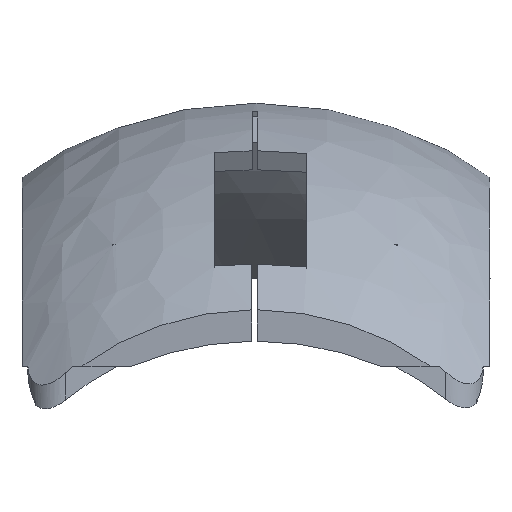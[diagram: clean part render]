
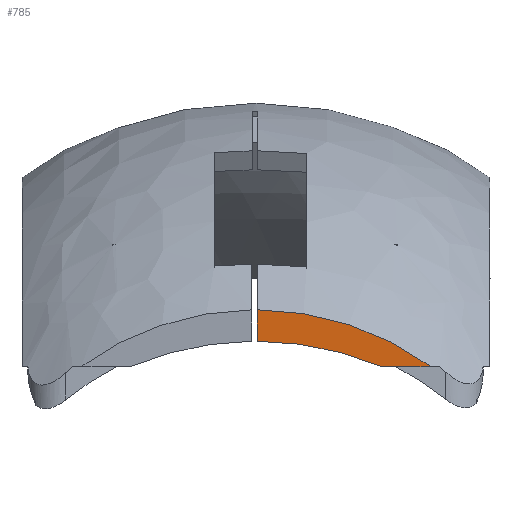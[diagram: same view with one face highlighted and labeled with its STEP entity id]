
A CAD part, front view. The second image highlights one B-rep face of the part: STEP entity #785.
In plain terms, the highlighted planar face has unit normal (0, -0.997, -0.073).
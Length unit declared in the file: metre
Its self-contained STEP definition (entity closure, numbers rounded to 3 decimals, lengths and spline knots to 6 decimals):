
#14=LINE('',#1251,#63);
#15=LINE('',#1255,#64);
#63=VECTOR('',#913,1.);
#64=VECTOR('',#916,1.);
#112=PLANE('',#849);
#153=CIRCLE('',#844,0.039443);
#158=CIRCLE('',#850,0.042708);
#195=ORIENTED_EDGE('',*,*,#441,.F.);
#196=ORIENTED_EDGE('',*,*,#442,.T.);
#197=ORIENTED_EDGE('',*,*,#443,.F.);
#198=ORIENTED_EDGE('',*,*,#425,.T.);
#425=EDGE_CURVE('',#549,#548,#153,.T.);
#441=EDGE_CURVE('',#564,#548,#14,.T.);
#442=EDGE_CURVE('',#564,#565,#158,.F.);
#443=EDGE_CURVE('',#549,#565,#15,.T.);
#548=VERTEX_POINT('',#1175);
#549=VERTEX_POINT('',#1177);
#564=VERTEX_POINT('',#1252);
#565=VERTEX_POINT('',#1254);
#681=EDGE_LOOP('',(#195,#196,#197,#198));
#732=FACE_BOUND('',#681,.T.);
#785=ADVANCED_FACE('',(#732),#112,.T.);
#844=AXIS2_PLACEMENT_3D('',#1176,#901,#902);
#849=AXIS2_PLACEMENT_3D('',#1250,#911,#912);
#850=AXIS2_PLACEMENT_3D('',#1253,#914,#915);
#901=DIRECTION('',(0.,-0.997,-0.073));
#902=DIRECTION('',(1.,0.,0.));
#911=DIRECTION('',(0.,-0.997,-0.073));
#912=DIRECTION('',(1.,0.,0.));
#913=DIRECTION('',(0.,-0.073,0.997));
#914=DIRECTION('',(0.,-0.997,-0.073));
#915=DIRECTION('',(1.,0.,0.));
#916=DIRECTION('',(-1.,0.,0.));
#1175=CARTESIAN_POINT('',(0.004007,-0.025615,0.007547));
#1176=CARTESIAN_POINT('',(0.003857,-0.022728,-0.031791));
#1177=CARTESIAN_POINT('',(0.027089,-0.025061,0.));
#1250=CARTESIAN_POINT('',(0.003857,-0.023133,-0.026277));
#1251=CARTESIAN_POINT('',(0.004007,-0.023133,-0.026277));
#1252=CARTESIAN_POINT('',(0.004007,-0.025309,0.003374));
#1253=CARTESIAN_POINT('',(0.003857,-0.022183,-0.039219));
#1254=CARTESIAN_POINT('',(0.020518,-0.025061,0.));
#1255=CARTESIAN_POINT('',(0.003857,-0.025061,0.));
